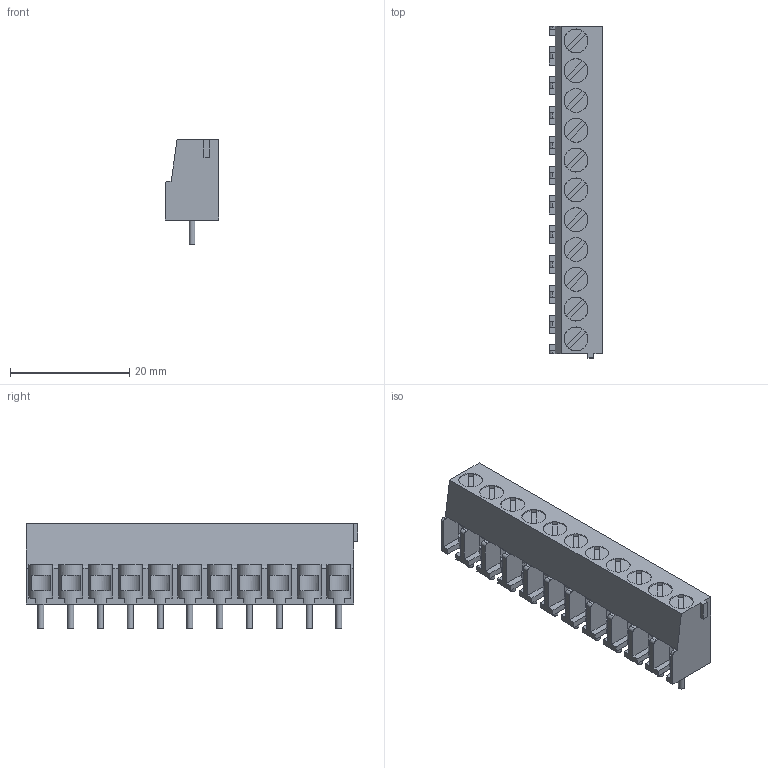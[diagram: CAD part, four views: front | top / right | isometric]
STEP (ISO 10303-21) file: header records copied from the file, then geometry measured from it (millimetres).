
FILE_DESCRIPTION(('Open CASCADE Model'),'2;1');
FILE_NAME('Open CASCADE Shape Model','2025-04-12T20:48:34',('Author'),('Open CASCADE'),'Open CASCADE STEP processor 7.7','Open CASCADE 7.7','Unknown');
FILE_SCHEMA(('AUTOMOTIVE_DESIGN { 1 0 10303 214 1 1 1 1 }'));
Length unit declared in the file: millimetre
Products named in the file (27): PHOENIX_PT_2,5/11-5,0-H; body; body_part; screw-1; screw-1_part; leg-1; leg-1_part; screw-2; leg-2; screw-3; leg-3; screw-4; leg-4; screw-5; leg-5; screw-6; leg-6; screw-7; leg-7; screw-8; leg-8; screw-9; leg-9; screw-10; leg-10; screw-11; leg-11
Assembly tree (46 placements, depth 3):
  PHOENIX_PT_2,5/11-5,0-H
    body
      body_part
    screw-1
      screw-1_part
    leg-1
      leg-1_part
    screw-2
      screw-1_part
    leg-2
      leg-1_part
    screw-3
      screw-1_part
    leg-3
      leg-1_part
    screw-4
      screw-1_part
    leg-4
      leg-1_part
    screw-5
      screw-1_part
    leg-5
      leg-1_part
    screw-6
      screw-1_part
    leg-6
      leg-1_part
    screw-7
      screw-1_part
    leg-7
      leg-1_part
    screw-8
      screw-1_part
    leg-8
      leg-1_part
    screw-9
      screw-1_part
    leg-9
      leg-1_part
    screw-10
      screw-1_part
    leg-10
      leg-1_part
    screw-11
      screw-1_part
    leg-11
      leg-1_part
Bounding box: 9 x 55.7 x 17.6 mm (x, y, z)
Volume: 5014.2 mm3; surface area: 6739.9 mm2
Topology: 23 solids, 23 shells, 288 faces, 792 edges, 528 vertices
Faces by surface type: plane 243, cylinder 33, extrusion 12
Full cylindrical faces by diameter (mm): 1 x11, 4 x22
Entity records: 3930 total; most frequent: CARTESIAN_POINT 912, ORIENTED_EDGE 733, EDGE_CURVE 462, VERTEX_POINT 308, LINE 301, FACE_BOUND 160, EDGE_LOOP 160, AXIS2_PLACEMENT_3D 149
